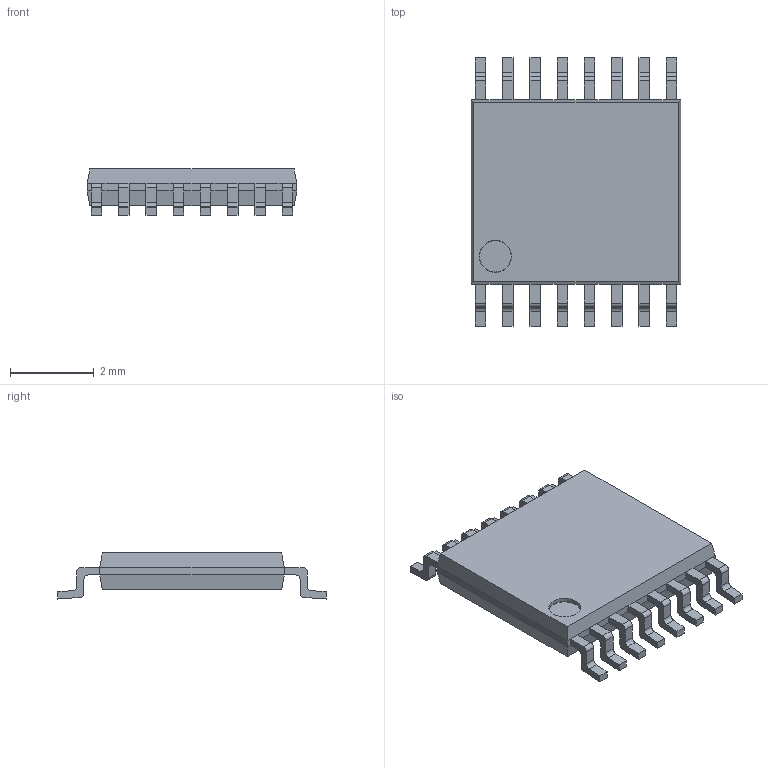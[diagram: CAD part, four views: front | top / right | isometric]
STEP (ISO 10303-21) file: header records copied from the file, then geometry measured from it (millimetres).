
FILE_DESCRIPTION(('CATIA V5 STEP Exchange'),'2;1');
FILE_NAME('SOP65P640X110-16N__MO-153__NXP__TSSOP-16__NA.stp','2017-04-12T23:15:48+00:00',('none'),('none'),'CATIA Version 5 Release 21 GA (IN-10)','CATIA V5 STEP AP203','none');
FILE_SCHEMA(('CONFIG_CONTROL_DESIGN'));
Length unit declared in the file: millimetre
Products named in the file (1): Part2
Bounding box: 5 x 6.41 x 1.1 mm (x, y, z)
Volume: 19.9 mm3; surface area: 78.5 mm2
Topology: 1 solids, 1 shells, 243 faces, 646 edges, 406 vertices
Faces by surface type: plane 175, cylinder 66, torus 2
Entity records: 6377 total; most frequent: ORIENTED_EDGE 1292, CARTESIAN_POINT 1115, DIRECTION 746, EDGE_CURVE 646, VECTOR 502, LINE 502, VERTEX_POINT 406, EDGE_LOOP 244
